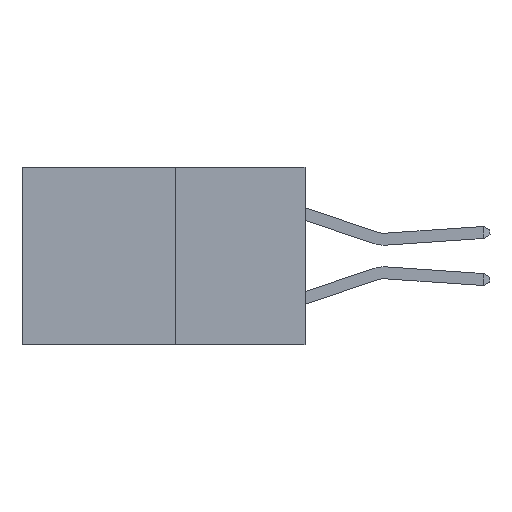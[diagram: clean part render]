
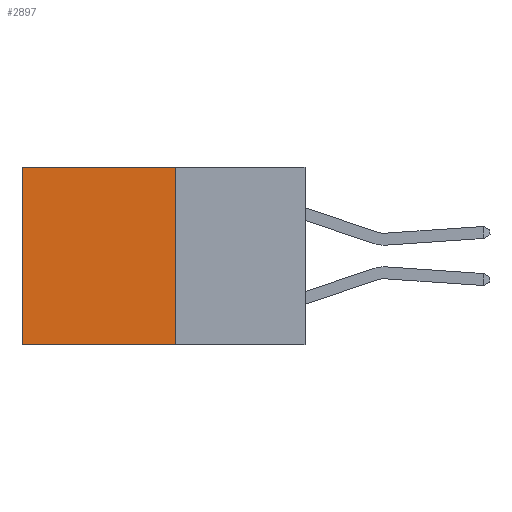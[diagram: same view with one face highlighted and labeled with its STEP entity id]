
A CAD part, left-side view. The second image highlights one B-rep face of the part: STEP entity #2897.
In plain terms, the highlighted planar face has unit normal (-1, 0, 0).
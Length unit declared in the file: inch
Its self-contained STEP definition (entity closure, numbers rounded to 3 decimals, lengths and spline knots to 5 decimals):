
#558 = FACE_OUTER_BOUND ( 'NONE', #8708, .T. ) ;
#1757 = EDGE_CURVE ( 'NONE', #9136, #4589, #5134, .T. ) ;
#1867 = CARTESIAN_POINT ( 'NONE',  ( 0.277, 0.27, -0.37 ) ) ;
#2582 = EDGE_CURVE ( 'NONE', #4589, #5705, #3217, .T. ) ;
#2761 = LINE ( 'NONE', #1867, #4050 ) ;
#2814 = ORIENTED_EDGE ( 'NONE', *, *, #4775, .F. ) ;
#2897 = ADVANCED_FACE ( 'NONE', ( #558 ), #7279, .F. ) ;
#3062 = ORIENTED_EDGE ( 'NONE', *, *, #6485, .F. ) ;
#3136 = VECTOR ( 'NONE', #5684, 39.37008 ) ;
#3217 = LINE ( 'NONE', #8181, #5243 ) ;
#3254 = CARTESIAN_POINT ( 'NONE',  ( 0.277, 0.27, -0.37 ) ) ;
#3584 = DIRECTION ( 'NONE',  ( 1., 0., 0. ) ) ;
#3825 = VECTOR ( 'NONE', #7467, 39.37008 ) ;
#4050 = VECTOR ( 'NONE', #8542, 39.37008 ) ;
#4589 = VERTEX_POINT ( 'NONE', #5816 ) ;
#4602 = AXIS2_PLACEMENT_3D ( 'NONE', #7983, #3584, #8705 ) ;
#4775 = EDGE_CURVE ( 'NONE', #7106, #5705, #5810, .T. ) ;
#5134 = LINE ( 'NONE', #6018, #3136 ) ;
#5243 = VECTOR ( 'NONE', #6970, 39.37008 ) ;
#5684 = DIRECTION ( 'NONE',  ( 0., 1., 0. ) ) ;
#5705 = VERTEX_POINT ( 'NONE', #7815 ) ;
#5810 = LINE ( 'NONE', #8153, #3825 ) ;
#5816 = CARTESIAN_POINT ( 'NONE',  ( 0.277, 0.59, 0. ) ) ;
#5827 = CARTESIAN_POINT ( 'NONE',  ( 0.277, 0.27, 0. ) ) ;
#6018 = CARTESIAN_POINT ( 'NONE',  ( 0.277, 0.27, 0. ) ) ;
#6485 = EDGE_CURVE ( 'NONE', #9136, #7106, #2761, .T. ) ;
#6551 = ORIENTED_EDGE ( 'NONE', *, *, #2582, .T. ) ;
#6970 = DIRECTION ( 'NONE',  ( 0., 0., -1. ) ) ;
#7004 = ORIENTED_EDGE ( 'NONE', *, *, #1757, .T. ) ;
#7106 = VERTEX_POINT ( 'NONE', #3254 ) ;
#7279 = PLANE ( 'NONE',  #4602 ) ;
#7467 = DIRECTION ( 'NONE',  ( 0., 1., 0. ) ) ;
#7815 = CARTESIAN_POINT ( 'NONE',  ( 0.277, 0.59, -0.37 ) ) ;
#7983 = CARTESIAN_POINT ( 'NONE',  ( 0.277, 0.27, -0.37 ) ) ;
#8153 = CARTESIAN_POINT ( 'NONE',  ( 0.277, 0.27, -0.37 ) ) ;
#8181 = CARTESIAN_POINT ( 'NONE',  ( 0.277, 0.59, -0.37 ) ) ;
#8542 = DIRECTION ( 'NONE',  ( 0., 0., -1. ) ) ;
#8705 = DIRECTION ( 'NONE',  ( 0., 0., -1. ) ) ;
#8708 = EDGE_LOOP ( 'NONE', ( #6551, #2814, #3062, #7004 ) ) ;
#9136 = VERTEX_POINT ( 'NONE', #5827 ) ;
